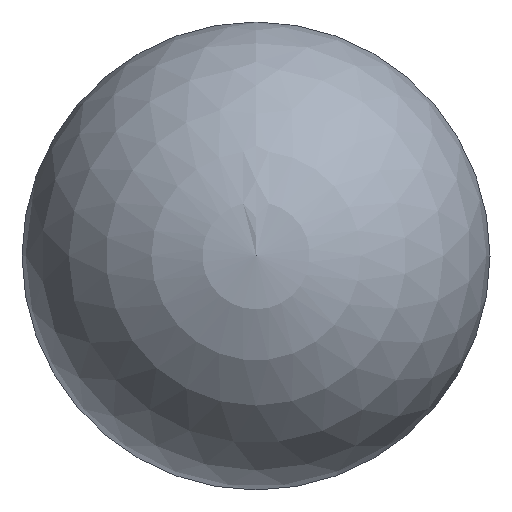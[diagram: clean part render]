
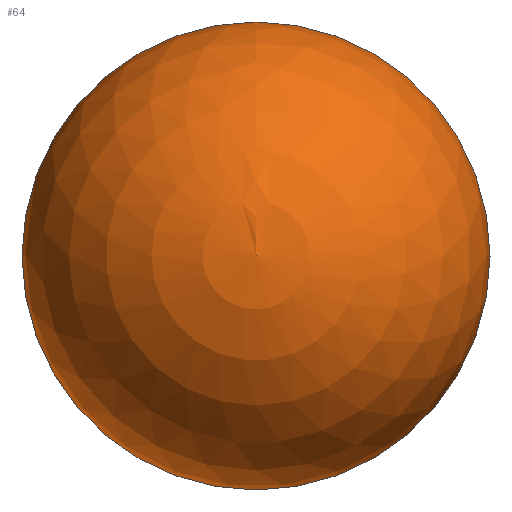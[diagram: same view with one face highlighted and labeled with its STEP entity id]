
A CAD part, top view. The second image highlights one B-rep face of the part: STEP entity #64.
In plain terms, the highlighted spherical face has radius 16 mm.
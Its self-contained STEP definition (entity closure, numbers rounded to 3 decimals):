
#64 = ADVANCED_FACE( '', ( #141 ), #142, .T. );
#141 = FACE_OUTER_BOUND( '', #227, .T. );
#142 = SPHERICAL_SURFACE( '', #228, 16. );
#227 = EDGE_LOOP( '', ( #327 ) );
#228 = AXIS2_PLACEMENT_3D( '', #328, #329, #330 );
#327 = ORIENTED_EDGE( '', *, *, #408, .F. );
#328 = CARTESIAN_POINT( '', ( 0., 0., 54. ) );
#329 = DIRECTION( '', ( 0., 0., 1. ) );
#330 = DIRECTION( '', ( 0., 1., 0. ) );
#408 = EDGE_CURVE( '', #461, #461, #462, .F. );
#461 = VERTEX_POINT( '', #517 );
#462 = CIRCLE( '', #518, 15.98 );
#517 = CARTESIAN_POINT( '', ( 0., -15.98, 53.193 ) );
#518 = AXIS2_PLACEMENT_3D( '', #576, #577, #578 );
#576 = CARTESIAN_POINT( '', ( 0., 0., 53.193 ) );
#577 = DIRECTION( '', ( 0., 0., 1. ) );
#578 = DIRECTION( '', ( 0., -1., 0. ) );
